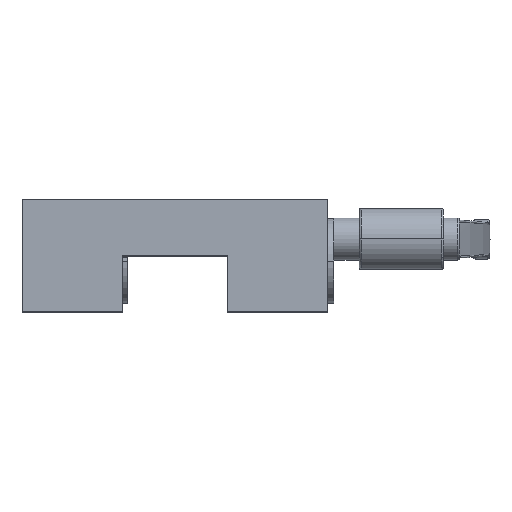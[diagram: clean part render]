
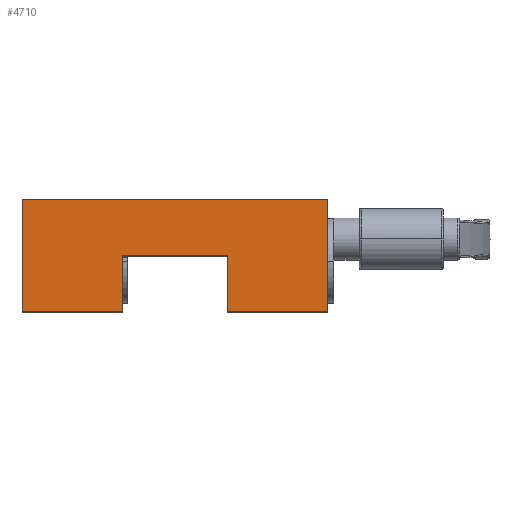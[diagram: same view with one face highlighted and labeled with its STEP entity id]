
A CAD part, top view. The second image highlights one B-rep face of the part: STEP entity #4710.
In plain terms, the highlighted planar face has unit normal (0, 0, 1).
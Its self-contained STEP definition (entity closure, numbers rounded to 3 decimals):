
#210 = EDGE_CURVE ( 'NONE', #3532, #3516, #1136, .T. ) ;
#238 = EDGE_CURVE ( 'NONE', #3485, #3532, #1166, .T. ) ;
#246 = EDGE_CURVE ( 'NONE', #3477, #3484, #1179, .T. ) ;
#318 = EDGE_CURVE ( 'NONE', #3468, #3539, #1273, .T. ) ;
#319 = EDGE_CURVE ( 'NONE', #3539, #3485, #1276, .T. ) ;
#390 = ORIENTED_EDGE ( 'NONE', *, *, #319, .T. ) ;
#391 = ORIENTED_EDGE ( 'NONE', *, *, #238, .T. ) ;
#392 = ORIENTED_EDGE ( 'NONE', *, *, #210, .T. ) ;
#393 = ORIENTED_EDGE ( 'NONE', *, *, #1682, .T. ) ;
#394 = ORIENTED_EDGE ( 'NONE', *, *, #246, .T. ) ;
#395 = ORIENTED_EDGE ( 'NONE', *, *, #1692, .T. ) ;
#396 = ORIENTED_EDGE ( 'NONE', *, *, #1684, .T. ) ;
#397 = ORIENTED_EDGE ( 'NONE', *, *, #318, .T. ) ;
#496 = EDGE_LOOP ( 'NONE', ( #390, #391, #392, #393, #394, #395, #396, #397 ) ) ;
#1136 = LINE ( 'NONE', #4189, #1137 ) ;
#1137 = VECTOR ( 'NONE', #4190, 1000. ) ;
#1166 = LINE ( 'NONE', #4327, #1173 ) ;
#1173 = VECTOR ( 'NONE', #4328, 1000. ) ;
#1179 = LINE ( 'NONE', #4383, #1180 ) ;
#1180 = VECTOR ( 'NONE', #4384, 1000. ) ;
#1273 = LINE ( 'NONE', #1608, #1275 ) ;
#1275 = VECTOR ( 'NONE', #1601, 1000. ) ;
#1276 = LINE ( 'NONE', #1602, #1277 ) ;
#1277 = VECTOR ( 'NONE', #1598, 1000. ) ;
#1298 = VECTOR ( 'NONE', #2059, 1000. ) ;
#1300 = LINE ( 'NONE', #2058, #1298 ) ;
#1307 = LINE ( 'NONE', #2062, #1308 ) ;
#1308 = VECTOR ( 'NONE', #2063, 1000. ) ;
#1319 = LINE ( 'NONE', #2084, #1320 ) ;
#1320 = VECTOR ( 'NONE', #2085, 1000. ) ;
#1367 = FACE_OUTER_BOUND ( 'NONE', #496, .T. ) ;
#1598 = DIRECTION ( 'NONE',  ( -1., 0., 0. ) ) ;
#1601 = DIRECTION ( 'NONE',  ( 0., 1., 0. ) ) ;
#1602 = CARTESIAN_POINT ( 'NONE',  ( -45., 33., 19.5 ) ) ;
#1608 = CARTESIAN_POINT ( 'NONE',  ( 45., 33., 19.5 ) ) ;
#1682 = EDGE_CURVE ( 'NONE', #3516, #3477, #1300, .T. ) ;
#1684 = EDGE_CURVE ( 'NONE', #3497, #3468, #1307, .T. ) ;
#1692 = EDGE_CURVE ( 'NONE', #3484, #3497, #1319, .T. ) ;
#1856 = AXIS2_PLACEMENT_3D ( 'NONE', #2474, #2480, #2481 ) ;
#2058 = CARTESIAN_POINT ( 'NONE',  ( -15.5, 16.5, 19.5 ) ) ;
#2059 = DIRECTION ( 'NONE',  ( 0., 1., 0. ) ) ;
#2062 = CARTESIAN_POINT ( 'NONE',  ( 15.5, 0., 19.5 ) ) ;
#2063 = DIRECTION ( 'NONE',  ( 1., 0., 0. ) ) ;
#2084 = CARTESIAN_POINT ( 'NONE',  ( 15.5, 16.5, 19.5 ) ) ;
#2085 = DIRECTION ( 'NONE',  ( 0., -1., 0. ) ) ;
#2247 = CARTESIAN_POINT ( 'NONE',  ( 45., 0., 19.5 ) ) ;
#2279 = CARTESIAN_POINT ( 'NONE',  ( -15.5, 16.5, 19.5 ) ) ;
#2286 = CARTESIAN_POINT ( 'NONE',  ( 15.5, 16.5, 19.5 ) ) ;
#2287 = CARTESIAN_POINT ( 'NONE',  ( -45., 33., 19.5 ) ) ;
#2299 = CARTESIAN_POINT ( 'NONE',  ( 15.5, 0., 19.5 ) ) ;
#2318 = CARTESIAN_POINT ( 'NONE',  ( -15.5, 0., 19.5 ) ) ;
#2334 = CARTESIAN_POINT ( 'NONE',  ( -45., 0., 19.5 ) ) ;
#2341 = CARTESIAN_POINT ( 'NONE',  ( 45., 33., 19.5 ) ) ;
#2471 = PLANE ( 'NONE',  #1856 ) ;
#2474 = CARTESIAN_POINT ( 'NONE',  ( 45., 33., 19.5 ) ) ;
#2480 = DIRECTION ( 'NONE',  ( 0., 0., -1. ) ) ;
#2481 = DIRECTION ( 'NONE',  ( -1., 0., 0. ) ) ;
#3468 = VERTEX_POINT ( 'NONE', #2247 ) ;
#3477 = VERTEX_POINT ( 'NONE', #2279 ) ;
#3484 = VERTEX_POINT ( 'NONE', #2286 ) ;
#3485 = VERTEX_POINT ( 'NONE', #2287 ) ;
#3497 = VERTEX_POINT ( 'NONE', #2299 ) ;
#3516 = VERTEX_POINT ( 'NONE', #2318 ) ;
#3532 = VERTEX_POINT ( 'NONE', #2334 ) ;
#3539 = VERTEX_POINT ( 'NONE', #2341 ) ;
#4189 = CARTESIAN_POINT ( 'NONE',  ( -45., 0., 19.5 ) ) ;
#4190 = DIRECTION ( 'NONE',  ( 1., 0., 0. ) ) ;
#4327 = CARTESIAN_POINT ( 'NONE',  ( -45., 33., 19.5 ) ) ;
#4328 = DIRECTION ( 'NONE',  ( 0., -1., 0. ) ) ;
#4383 = CARTESIAN_POINT ( 'NONE',  ( -15.5, 16.5, 19.5 ) ) ;
#4384 = DIRECTION ( 'NONE',  ( 1., 0., 0. ) ) ;
#4710 = ADVANCED_FACE ( 'NONE', ( #1367 ), #2471, .F. ) ;
